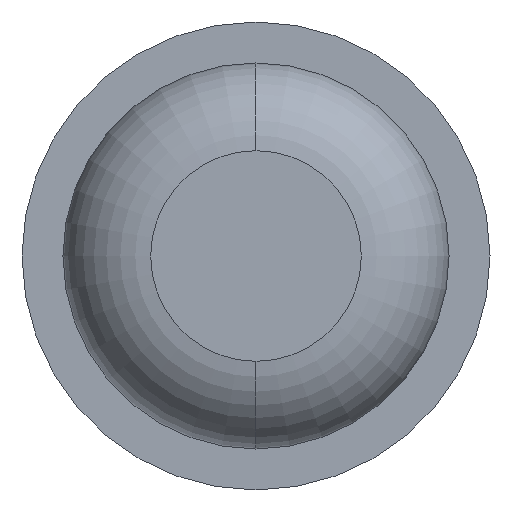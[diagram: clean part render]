
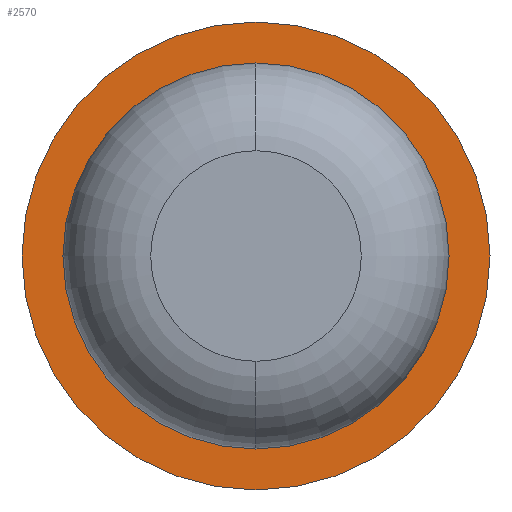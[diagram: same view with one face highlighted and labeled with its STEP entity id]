
A CAD part, front view. The second image highlights one B-rep face of the part: STEP entity #2570.
In plain terms, the highlighted planar face has unit normal (0, -1, 0).
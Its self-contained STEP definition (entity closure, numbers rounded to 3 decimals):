
#14 = AXIS2_PLACEMENT_3D ( 'NONE', #2370, #1133, #1444 ) ;
#26 = CARTESIAN_POINT ( 'NONE',  ( 0., -9., 0.825 ) ) ;
#111 = EDGE_CURVE ( 'Defeature ausgef�hrt1_4+Defeature ausgef�hrt1_0+Defeature ausgef�hrt1_0+Defeature ausgef�hrt1_0', #3411, #950, #296, .T. ) ;
#155 = EDGE_LOOP ( 'NONE', ( #3387, #2487 ) ) ;
#186 = VERTEX_POINT ( 'NONE', #1093 ) ;
#196 = PLANE ( 'NONE',  #3941 ) ;
#251 = DIRECTION ( 'NONE',  ( 0., 1., 0. ) ) ;
#296 = CIRCLE ( 'NONE', #3707, 0.825 ) ;
#433 = ORIENTED_EDGE ( 'NONE', *, *, #3416, .F. ) ;
#476 = CIRCLE ( 'NONE', #1188, 0.825 ) ;
#581 = CARTESIAN_POINT ( 'NONE',  ( 0., -9., 0. ) ) ;
#665 = FACE_BOUND ( 'NONE', #155, .T. ) ;
#717 = FACE_OUTER_BOUND ( 'NONE', #3764, .T. ) ;
#800 = DIRECTION ( 'NONE',  ( 0., 1., 0. ) ) ;
#950 = VERTEX_POINT ( 'NONE', #26 ) ;
#1093 = CARTESIAN_POINT ( 'NONE',  ( -1., -9., 0. ) ) ;
#1116 = DIRECTION ( 'NONE',  ( 0., 1., 0. ) ) ;
#1133 = DIRECTION ( 'NONE',  ( 0., 1., 0. ) ) ;
#1188 = AXIS2_PLACEMENT_3D ( 'NONE', #581, #251, #3350 ) ;
#1258 = EDGE_CURVE ( 'Defeature ausgef�hrt1_5+Defeature ausgef�hrt1_4+Defeature ausgef�hrt1_4+Defeature ausgef�hrt1_4', #186, #1274, #1464, .T. ) ;
#1274 = VERTEX_POINT ( 'NONE', #3925 ) ;
#1361 = ORIENTED_EDGE ( 'NONE', *, *, #1258, .F. ) ;
#1444 = DIRECTION ( 'NONE',  ( -1., 0., 0. ) ) ;
#1457 = CARTESIAN_POINT ( 'NONE',  ( 0.825, -9., 0. ) ) ;
#1464 = CIRCLE ( 'NONE', #14, 1. ) ;
#1855 = DIRECTION ( 'NONE',  ( -1., 0., 0. ) ) ;
#1955 = EDGE_CURVE ( 'Defeature ausgef�hrt1_4+Defeature ausgef�hrt1_0+Defeature ausgef�hrt1_0+Defeature ausgef�hrt1_0', #950, #3411, #476, .T. ) ;
#2035 = CIRCLE ( 'NONE', #2974, 1. ) ;
#2305 = CARTESIAN_POINT ( 'NONE',  ( 0., -9., 0. ) ) ;
#2370 = CARTESIAN_POINT ( 'NONE',  ( 0., -9., 0. ) ) ;
#2371 = DIRECTION ( 'NONE',  ( -1., 0., 0. ) ) ;
#2487 = ORIENTED_EDGE ( 'NONE', *, *, #111, .T. ) ;
#2570 = ADVANCED_FACE ( 'Defeature ausgef�hrt1_4', ( #717, #665 ), #196, .F. ) ;
#2609 = DIRECTION ( 'NONE',  ( -1., 0., 0. ) ) ;
#2974 = AXIS2_PLACEMENT_3D ( 'NONE', #3407, #3725, #1855 ) ;
#3067 = CARTESIAN_POINT ( 'NONE',  ( 0., -9., -0.825 ) ) ;
#3350 = DIRECTION ( 'NONE',  ( -1., 0., 0. ) ) ;
#3387 = ORIENTED_EDGE ( 'NONE', *, *, #1955, .T. ) ;
#3407 = CARTESIAN_POINT ( 'NONE',  ( 0., -9., 0. ) ) ;
#3411 = VERTEX_POINT ( 'NONE', #3067 ) ;
#3416 = EDGE_CURVE ( 'Defeature ausgef�hrt1_5+Defeature ausgef�hrt1_4+Defeature ausgef�hrt1_4+Defeature ausgef�hrt1_4', #1274, #186, #2035, .T. ) ;
#3707 = AXIS2_PLACEMENT_3D ( 'NONE', #2305, #800, #2609 ) ;
#3725 = DIRECTION ( 'NONE',  ( 0., 1., 0. ) ) ;
#3764 = EDGE_LOOP ( 'NONE', ( #1361, #433 ) ) ;
#3925 = CARTESIAN_POINT ( 'NONE',  ( 1., -9., 0. ) ) ;
#3941 = AXIS2_PLACEMENT_3D ( 'NONE', #1457, #1116, #2371 ) ;
